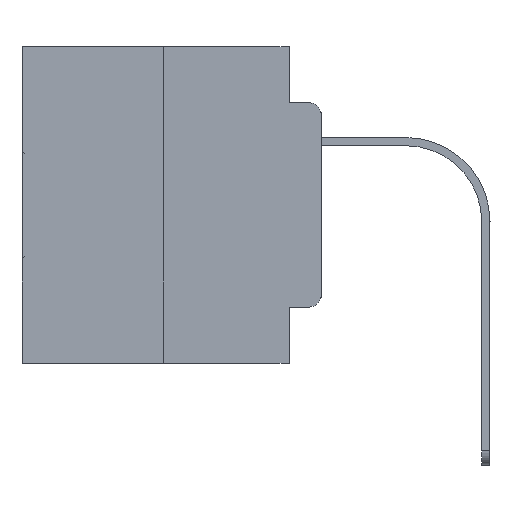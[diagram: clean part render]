
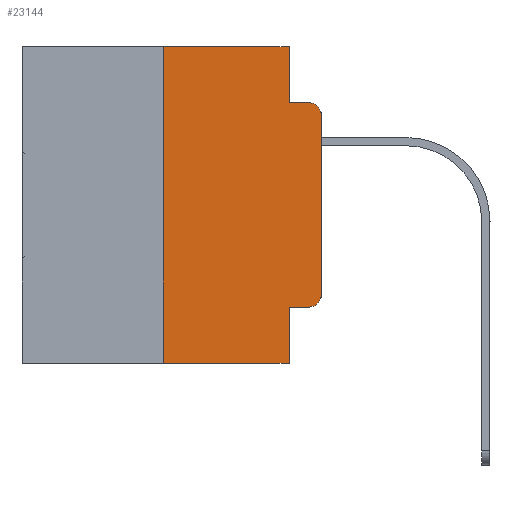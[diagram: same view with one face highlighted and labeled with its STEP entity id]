
A CAD part, left-side view. The second image highlights one B-rep face of the part: STEP entity #23144.
In plain terms, the highlighted planar face has unit normal (-1, 0, 0).
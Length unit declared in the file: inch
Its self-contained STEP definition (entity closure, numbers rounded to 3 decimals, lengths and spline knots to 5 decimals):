
#1 = VERTEX_POINT ( 'NONE', #8182 ) ;
#8 = AXIS2_PLACEMENT_3D ( 'NONE', #2682, #2077, #20713 ) ;
#1670 = EDGE_CURVE ( 'NONE', #1, #21002, #13021, .T. ) ;
#1739 = VERTEX_POINT ( 'NONE', #17027 ) ;
#2077 = DIRECTION ( 'NONE',  ( -1., 0., 0. ) ) ;
#2682 = CARTESIAN_POINT ( 'NONE',  ( 0., 0.02, -0.1085 ) ) ;
#2934 = VERTEX_POINT ( 'NONE', #26618 ) ;
#4106 = CARTESIAN_POINT ( 'NONE',  ( 0., 0.051, 0. ) ) ;
#4337 = VERTEX_POINT ( 'NONE', #26836 ) ;
#4511 = VECTOR ( 'NONE', #26365, 39.37008 ) ;
#4581 = EDGE_CURVE ( 'NONE', #13304, #28563, #13159, .T. ) ;
#4897 = ORIENTED_EDGE ( 'NONE', *, *, #5581, .F. ) ;
#5027 = EDGE_CURVE ( 'NONE', #12817, #13304, #28135, .T. ) ;
#5581 = EDGE_CURVE ( 'NONE', #12817, #21002, #8673, .T. ) ;
#5590 = ORIENTED_EDGE ( 'NONE', *, *, #7158, .F. ) ;
#5885 = AXIS2_PLACEMENT_3D ( 'NONE', #28394, #19246, #17174 ) ;
#6090 = CARTESIAN_POINT ( 'NONE',  ( 0., 0.473, -0.5 ) ) ;
#6485 = DIRECTION ( 'NONE',  ( 0., 0., -1. ) ) ;
#6529 = VECTOR ( 'NONE', #23962, 39.37008 ) ;
#7158 = EDGE_CURVE ( 'NONE', #1739, #11395, #25421, .T. ) ;
#7665 = EDGE_LOOP ( 'NONE', ( #8554, #15913, #23812, #14461, #5590, #21954, #16071, #4897, #15305, #28942 ) ) ;
#8028 = CIRCLE ( 'NONE', #8, 0.02 ) ;
#8063 = CARTESIAN_POINT ( 'NONE',  ( 0., 0.473, 0. ) ) ;
#8182 = CARTESIAN_POINT ( 'NONE',  ( 0., 0.25, -0.5 ) ) ;
#8554 = ORIENTED_EDGE ( 'NONE', *, *, #18240, .T. ) ;
#8673 = LINE ( 'NONE', #4106, #11916 ) ;
#8832 = DIRECTION ( 'NONE',  ( 0., -1., 0. ) ) ;
#9810 = LINE ( 'NONE', #12447, #10298 ) ;
#9851 = CARTESIAN_POINT ( 'NONE',  ( 0., 0.02, -0.3915 ) ) ;
#10223 = DIRECTION ( 'NONE',  ( 0., 0., 1. ) ) ;
#10298 = VECTOR ( 'NONE', #10223, 39.37008 ) ;
#11040 = LINE ( 'NONE', #20072, #28336 ) ;
#11135 = EDGE_CURVE ( 'NONE', #11395, #4337, #11501, .T. ) ;
#11395 = VERTEX_POINT ( 'NONE', #20312 ) ;
#11501 = LINE ( 'NONE', #13130, #13402 ) ;
#11916 = VECTOR ( 'NONE', #29198, 39.37008 ) ;
#12447 = CARTESIAN_POINT ( 'NONE',  ( 0., 0., 0. ) ) ;
#12817 = VERTEX_POINT ( 'NONE', #24572 ) ;
#13021 = LINE ( 'NONE', #6090, #6529 ) ;
#13130 = CARTESIAN_POINT ( 'NONE',  ( 0., 0.051, 0. ) ) ;
#13159 = CIRCLE ( 'NONE', #28731, 0.02 ) ;
#13304 = VERTEX_POINT ( 'NONE', #22926 ) ;
#13398 = VERTEX_POINT ( 'NONE', #25137 ) ;
#13402 = VECTOR ( 'NONE', #6485, 39.37008 ) ;
#14434 = EDGE_CURVE ( 'NONE', #1, #1739, #15126, .T. ) ;
#14461 = ORIENTED_EDGE ( 'NONE', *, *, #11135, .F. ) ;
#15126 = LINE ( 'NONE', #21938, #4511 ) ;
#15305 = ORIENTED_EDGE ( 'NONE', *, *, #5027, .T. ) ;
#15913 = ORIENTED_EDGE ( 'NONE', *, *, #17234, .T. ) ;
#16071 = ORIENTED_EDGE ( 'NONE', *, *, #1670, .T. ) ;
#16743 = VECTOR ( 'NONE', #21070, 39.37008 ) ;
#16900 = CARTESIAN_POINT ( 'NONE',  ( 0., 0.051, -0.4115 ) ) ;
#17027 = CARTESIAN_POINT ( 'NONE',  ( 0., 0.25, 0. ) ) ;
#17174 = DIRECTION ( 'NONE',  ( 0., 0., -1. ) ) ;
#17234 = EDGE_CURVE ( 'NONE', #13398, #2934, #8028, .T. ) ;
#17371 = DIRECTION ( 'NONE',  ( 0., -1., 0. ) ) ;
#17749 = EDGE_CURVE ( 'NONE', #4337, #2934, #11040, .T. ) ;
#18240 = EDGE_CURVE ( 'NONE', #28563, #13398, #9810, .T. ) ;
#19246 = DIRECTION ( 'NONE',  ( 1., 0., 0. ) ) ;
#20072 = CARTESIAN_POINT ( 'NONE',  ( 0., 0.051, -0.0885 ) ) ;
#20312 = CARTESIAN_POINT ( 'NONE',  ( 0., 0.051, 0. ) ) ;
#20713 = DIRECTION ( 'NONE',  ( 0., 0., -1. ) ) ;
#21002 = VERTEX_POINT ( 'NONE', #26673 ) ;
#21070 = DIRECTION ( 'NONE',  ( 0., -1., 0. ) ) ;
#21938 = CARTESIAN_POINT ( 'NONE',  ( 0., 0.25, 0. ) ) ;
#21954 = ORIENTED_EDGE ( 'NONE', *, *, #14434, .F. ) ;
#22926 = CARTESIAN_POINT ( 'NONE',  ( 0., 0.02, -0.4115 ) ) ;
#22962 = CARTESIAN_POINT ( 'NONE',  ( 0., 0., -0.3915 ) ) ;
#23144 = ADVANCED_FACE ( 'NONE', ( #23823 ), #24105, .F. ) ;
#23737 = VECTOR ( 'NONE', #17371, 39.37008 ) ;
#23812 = ORIENTED_EDGE ( 'NONE', *, *, #17749, .F. ) ;
#23823 = FACE_OUTER_BOUND ( 'NONE', #7665, .T. ) ;
#23962 = DIRECTION ( 'NONE',  ( 0., -1., 0. ) ) ;
#24105 = PLANE ( 'NONE',  #5885 ) ;
#24572 = CARTESIAN_POINT ( 'NONE',  ( 0., 0.051, -0.4115 ) ) ;
#25137 = CARTESIAN_POINT ( 'NONE',  ( 0., 0., -0.1085 ) ) ;
#25421 = LINE ( 'NONE', #8063, #23737 ) ;
#25945 = DIRECTION ( 'NONE',  ( 0., 0., -1. ) ) ;
#26365 = DIRECTION ( 'NONE',  ( 0., 0., 1. ) ) ;
#26618 = CARTESIAN_POINT ( 'NONE',  ( 0., 0.02, -0.0885 ) ) ;
#26673 = CARTESIAN_POINT ( 'NONE',  ( 0., 0.051, -0.5 ) ) ;
#26836 = CARTESIAN_POINT ( 'NONE',  ( 0., 0.051, -0.0885 ) ) ;
#28135 = LINE ( 'NONE', #16900, #16743 ) ;
#28303 = DIRECTION ( 'NONE',  ( -1., 0., 0. ) ) ;
#28336 = VECTOR ( 'NONE', #8832, 39.37008 ) ;
#28394 = CARTESIAN_POINT ( 'NONE',  ( 0., 0.473, 0. ) ) ;
#28563 = VERTEX_POINT ( 'NONE', #22962 ) ;
#28731 = AXIS2_PLACEMENT_3D ( 'NONE', #9851, #28303, #25945 ) ;
#28942 = ORIENTED_EDGE ( 'NONE', *, *, #4581, .T. ) ;
#29198 = DIRECTION ( 'NONE',  ( 0., 0., -1. ) ) ;
